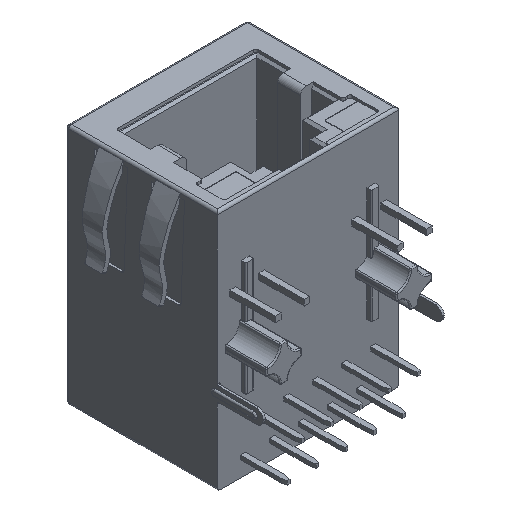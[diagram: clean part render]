
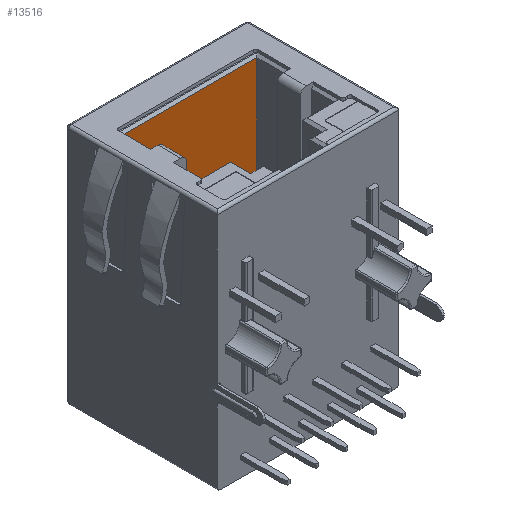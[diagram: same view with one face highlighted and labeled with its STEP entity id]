
A CAD part, isometric view. The second image highlights one B-rep face of the part: STEP entity #13516.
In plain terms, the highlighted planar face has unit normal (0, -1, 0).
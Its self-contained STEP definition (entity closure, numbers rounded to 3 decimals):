
#1989 = VERTEX_POINT ( 'NONE', #22453 ) ;
#2517 = VECTOR ( 'NONE', #19270, 1000. ) ;
#2662 = ORIENTED_EDGE ( 'NONE', *, *, #25845, .T. ) ;
#3742 = CARTESIAN_POINT ( 'NONE',  ( 5.95, 3.8, 11.45 ) ) ;
#3961 = PLANE ( 'NONE',  #6917 ) ;
#4289 = CARTESIAN_POINT ( 'NONE',  ( -5.95, 3.8, 20.8 ) ) ;
#5025 = CARTESIAN_POINT ( 'NONE',  ( 5.95, 3.8, 20.8 ) ) ;
#5157 = LINE ( 'NONE', #5025, #9751 ) ;
#5175 = DIRECTION ( 'NONE',  ( -1., 0., 0. ) ) ;
#6242 = VERTEX_POINT ( 'NONE', #16081 ) ;
#6917 = AXIS2_PLACEMENT_3D ( 'NONE', #15924, #17518, #9823 ) ;
#7047 = EDGE_LOOP ( 'NONE', ( #2662, #18967, #8057, #19242 ) ) ;
#7741 = EDGE_CURVE ( 'NONE', #6242, #10633, #5157, .T. ) ;
#7956 = FACE_OUTER_BOUND ( 'NONE', #7047, .T. ) ;
#8057 = ORIENTED_EDGE ( 'NONE', *, *, #7741, .F. ) ;
#8166 = DIRECTION ( 'NONE',  ( 0., 0., -1. ) ) ;
#8442 = VECTOR ( 'NONE', #8166, 1000. ) ;
#9175 = LINE ( 'NONE', #25314, #18547 ) ;
#9751 = VECTOR ( 'NONE', #23075, 1000. ) ;
#9823 = DIRECTION ( 'NONE',  ( 1., 0., 0. ) ) ;
#10024 = LINE ( 'NONE', #4289, #8442 ) ;
#10633 = VERTEX_POINT ( 'NONE', #3742 ) ;
#10929 = LINE ( 'NONE', #12925, #2517 ) ;
#12925 = CARTESIAN_POINT ( 'NONE',  ( 5.95, 3.8, 20.8 ) ) ;
#13516 = ADVANCED_FACE ( 'NONE', ( #7956 ), #3961, .F. ) ;
#15924 = CARTESIAN_POINT ( 'NONE',  ( 5.95, 3.8, 21.25 ) ) ;
#16081 = CARTESIAN_POINT ( 'NONE',  ( 5.95, 3.8, 20.8 ) ) ;
#17057 = EDGE_CURVE ( 'NONE', #10633, #19076, #9175, .T. ) ;
#17518 = DIRECTION ( 'NONE',  ( 0., 1., 0. ) ) ;
#18547 = VECTOR ( 'NONE', #5175, 1000. ) ;
#18967 = ORIENTED_EDGE ( 'NONE', *, *, #17057, .F. ) ;
#19076 = VERTEX_POINT ( 'NONE', #20811 ) ;
#19242 = ORIENTED_EDGE ( 'NONE', *, *, #19838, .T. ) ;
#19270 = DIRECTION ( 'NONE',  ( -1., 0., 0. ) ) ;
#19838 = EDGE_CURVE ( 'NONE', #6242, #1989, #10929, .T. ) ;
#20811 = CARTESIAN_POINT ( 'NONE',  ( -5.95, 3.8, 11.45 ) ) ;
#22453 = CARTESIAN_POINT ( 'NONE',  ( -5.95, 3.8, 20.8 ) ) ;
#23075 = DIRECTION ( 'NONE',  ( 0., 0., -1. ) ) ;
#25314 = CARTESIAN_POINT ( 'NONE',  ( 5.95, 3.8, 11.45 ) ) ;
#25845 = EDGE_CURVE ( 'NONE', #1989, #19076, #10024, .T. ) ;
